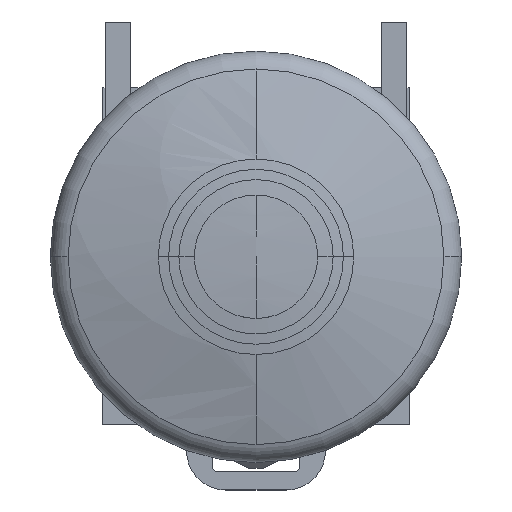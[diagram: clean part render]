
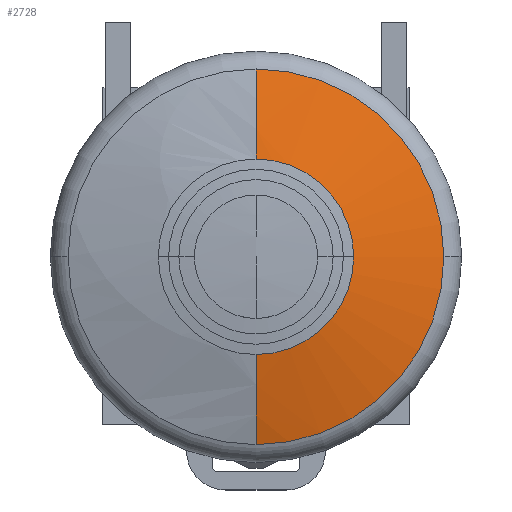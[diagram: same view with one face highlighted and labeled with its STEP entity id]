
A CAD part, top view. The second image highlights one B-rep face of the part: STEP entity #2728.
In plain terms, the highlighted spherical face has radius 60 mm.
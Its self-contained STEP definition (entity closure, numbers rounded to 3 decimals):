
#1769=CARTESIAN_POINT('',(14.95,22.584,78.654));
#1770=DIRECTION('',(0.,0.,-1.));
#1771=DIRECTION('',(1.,0.,0.));
#1772=AXIS2_PLACEMENT_3D('',#1769,#1770,#1771);
#1779=CARTESIAN_POINT('',(14.95,22.584,78.654));
#1780=DIRECTION('',(0.,0.,-1.));
#1781=DIRECTION('',(0.,1.,0.));
#1782=AXIS2_PLACEMENT_3D('',#1779,#1780,#1781);
#1809=CARTESIAN_POINT('',(14.95,22.584,21.5));
#1810=DIRECTION('',(1.,0.,0.));
#1811=DIRECTION('',(0.,0.304,0.953));
#1812=AXIS2_PLACEMENT_3D('',#1809,#1810,#1811);
#1814=CARTESIAN_POINT('',(14.95,22.584,21.5));
#1815=DIRECTION('',(1.,0.,0.));
#1816=DIRECTION('',(0.,-0.158,0.987));
#1817=AXIS2_PLACEMENT_3D('',#1814,#1815,#1816);
#1819=CARTESIAN_POINT('',(14.95,22.584,80.743));
#1820=DIRECTION('',(0.,0.,-1.));
#1821=DIRECTION('',(1.,0.,0.));
#1822=AXIS2_PLACEMENT_3D('',#1819,#1820,#1821);
#1824=CARTESIAN_POINT('',(14.95,22.584,80.743));
#1825=DIRECTION('',(0.,0.,-1.));
#1826=DIRECTION('',(0.,1.,0.));
#1827=AXIS2_PLACEMENT_3D('',#1824,#1825,#1826);
#2269=CARTESIAN_POINT('',(24.45,22.584,80.743));
#2270=VERTEX_POINT('',#2269);
#2271=CARTESIAN_POINT('',(14.95,32.084,80.743));
#2272=VERTEX_POINT('',#2271);
#2275=CARTESIAN_POINT('',(14.95,40.845,78.654));
#2276=VERTEX_POINT('',#2275);
#2277=CARTESIAN_POINT('',(14.95,13.084,80.743));
#2278=VERTEX_POINT('',#2277);
#2279=CARTESIAN_POINT('',(14.95,4.323,78.654));
#2280=VERTEX_POINT('',#2279);
#2281=CARTESIAN_POINT('',(33.211,22.584,78.654));
#2282=VERTEX_POINT('',#2281);
#2711=CARTESIAN_POINT('',(14.95,22.584,21.5));
#2712=DIRECTION('',(0.,0.,1.));
#2713=DIRECTION('',(0.,-1.,0.));
#2714=AXIS2_PLACEMENT_3D('',#2711,#2712,#2713);
#2715=SPHERICAL_SURFACE('',#2714,60.);
#2717=ORIENTED_EDGE('',*,*,#2716,.F.);
#2718=ORIENTED_EDGE('',*,*,#2667,.T.);
#2719=ORIENTED_EDGE('',*,*,#2640,.T.);
#2721=ORIENTED_EDGE('',*,*,#2720,.F.);
#2723=ORIENTED_EDGE('',*,*,#2722,.F.);
#2725=ORIENTED_EDGE('',*,*,#2724,.F.);
#2726=EDGE_LOOP('',(#2717,#2718,#2719,#2721,#2723,#2725));
#2727=FACE_OUTER_BOUND('',#2726,.F.);
#1773=CIRCLE('',#1772,18.261);
#1783=CIRCLE('',#1782,18.261);
#1813=CIRCLE('',#1812,60.);
#1818=CIRCLE('',#1817,60.);
#1823=CIRCLE('',#1822,9.5);
#1828=CIRCLE('',#1827,9.5);
#2640=EDGE_CURVE('',#2282,#2280,#1773,.T.);
#2667=EDGE_CURVE('',#2276,#2282,#1783,.T.);
#2716=EDGE_CURVE('',#2276,#2272,#1813,.T.);
#2720=EDGE_CURVE('',#2278,#2280,#1818,.T.);
#2722=EDGE_CURVE('',#2270,#2278,#1823,.T.);
#2724=EDGE_CURVE('',#2272,#2270,#1828,.T.);
#2728=ADVANCED_FACE('',(#2727),#2715,.T.);
